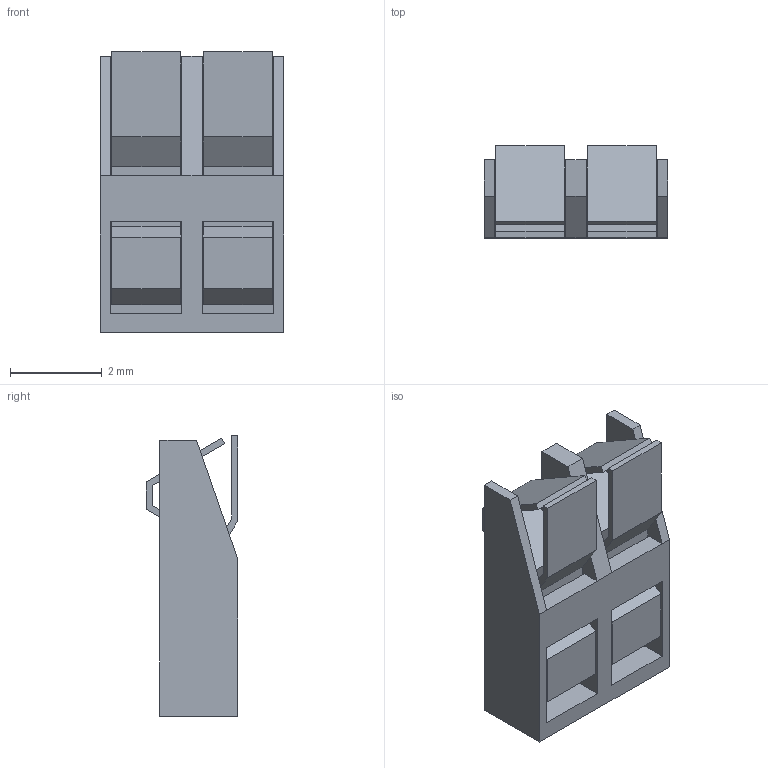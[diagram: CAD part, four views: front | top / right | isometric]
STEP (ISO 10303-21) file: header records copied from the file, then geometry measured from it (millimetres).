
FILE_DESCRIPTION(/* description */ (''),/* implementation_level */ '2;1');
FILE_NAME(/* name */ 'BC-1-208 v2.step',/* time_stamp */ '2022-11-07T12:14:40+01:00',/* author */ (''),/* organization */ (''),/* preprocessor_version */ 'ST-DEVELOPER v19.2',/* originating_system */ 'Autodesk Translation Framework v11.17.0.187',/* authorisation */ '');
FILE_SCHEMA (('AUTOMOTIVE_DESIGN { 1 0 10303 214 3 1 1 }'));
Length unit declared in the file: millimetre
Products named in the file (1): BC-1-208
Bounding box: 4 x 2 x 6.1 mm (x, y, z)
Volume: 19.7 mm3; surface area: 182.9 mm2
Topology: 3 solids, 3 shells, 83 faces, 233 edges, 154 vertices
Faces by surface type: plane 83
Entity records: 2668 total; most frequent: CARTESIAN_POINT 471, ORIENTED_EDGE 466, DIRECTION 401, LINE 233, VECTOR 233, EDGE_CURVE 233, VERTEX_POINT 154, EDGE_LOOP 85
